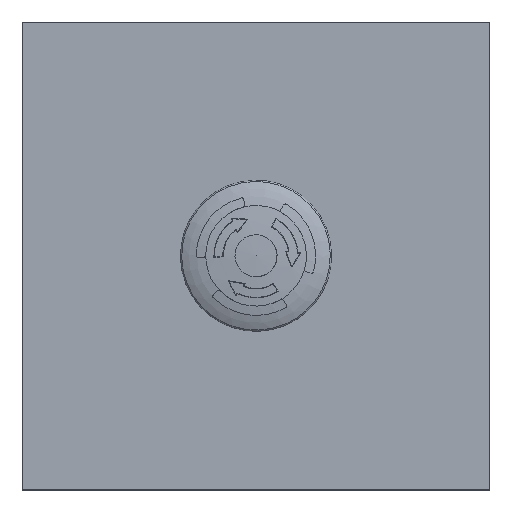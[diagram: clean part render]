
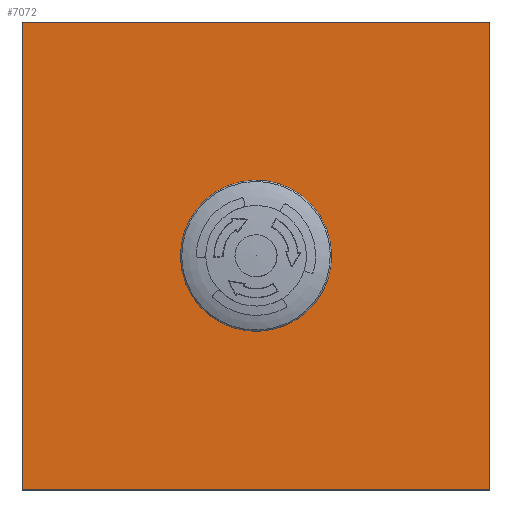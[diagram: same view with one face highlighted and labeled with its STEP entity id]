
A CAD part, top view. The second image highlights one B-rep face of the part: STEP entity #7072.
In plain terms, the highlighted planar face has unit normal (0, 0, 1).
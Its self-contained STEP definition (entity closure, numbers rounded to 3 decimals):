
#450=PLANE('',#7980);
#1074=LINE('',#15375,#1425);
#1078=LINE('',#15383,#1429);
#1081=LINE('',#15389,#1432);
#1083=LINE('',#15397,#1434);
#1425=VECTOR('',#9830,1000.);
#1429=VECTOR('',#9836,1000.);
#1432=VECTOR('',#9841,1000.);
#1434=VECTOR('',#9851,1000.);
#3459=ORIENTED_EDGE('',*,*,#4482,.T.);
#3460=ORIENTED_EDGE('',*,*,#4474,.T.);
#3461=ORIENTED_EDGE('',*,*,#4478,.T.);
#3462=ORIENTED_EDGE('',*,*,#4481,.T.);
#3463=ORIENTED_EDGE('',*,*,#4485,.T.);
#4474=EDGE_CURVE('',#5137,#5136,#1074,.T.);
#4478=EDGE_CURVE('',#5136,#5139,#1078,.T.);
#4481=EDGE_CURVE('',#5139,#5141,#1081,.T.);
#4482=EDGE_CURVE('',#5142,#5142,#5508,.T.);
#4485=EDGE_CURVE('',#5141,#5137,#1083,.T.);
#5136=VERTEX_POINT('',#15374);
#5137=VERTEX_POINT('',#15376);
#5139=VERTEX_POINT('',#15382);
#5141=VERTEX_POINT('',#15388);
#5142=VERTEX_POINT('',#15392);
#5508=CIRCLE('',#7977,11.);
#6023=EDGE_LOOP('',(#3459));
#6024=EDGE_LOOP('',(#3460,#3461,#3462,#3463));
#6540=FACE_BOUND('',#6023,.T.);
#6541=FACE_BOUND('',#6024,.T.);
#7072=ADVANCED_FACE('',(#6540,#6541),#450,.T.);
#7977=AXIS2_PLACEMENT_3D('',#15391,#9844,#9845);
#7980=AXIS2_PLACEMENT_3D('',#15398,#9852,#9853);
#9830=DIRECTION('',(0.,-1.,0.));
#9836=DIRECTION('',(1.,0.,0.));
#9841=DIRECTION('',(0.,1.,0.));
#9844=DIRECTION('',(0.,0.,-1.));
#9845=DIRECTION('',(1.,0.,0.));
#9851=DIRECTION('',(-1.,0.,0.));
#9852=DIRECTION('',(0.,0.,1.));
#9853=DIRECTION('',(1.,0.,0.));
#15374=CARTESIAN_POINT('',(-50.,-50.,-0.001));
#15375=CARTESIAN_POINT('',(-50.,50.,-0.001));
#15376=CARTESIAN_POINT('',(-50.,50.,-0.001));
#15382=CARTESIAN_POINT('',(50.,-50.,-0.001));
#15383=CARTESIAN_POINT('',(-50.,-50.,-0.001));
#15388=CARTESIAN_POINT('',(50.,50.,-0.001));
#15389=CARTESIAN_POINT('',(50.,-50.,-0.001));
#15391=CARTESIAN_POINT('',(0.,0.,-0.001));
#15392=CARTESIAN_POINT('',(11.,0.,-0.001));
#15397=CARTESIAN_POINT('',(50.,50.,-0.001));
#15398=CARTESIAN_POINT('',(0.,0.,-0.001));
